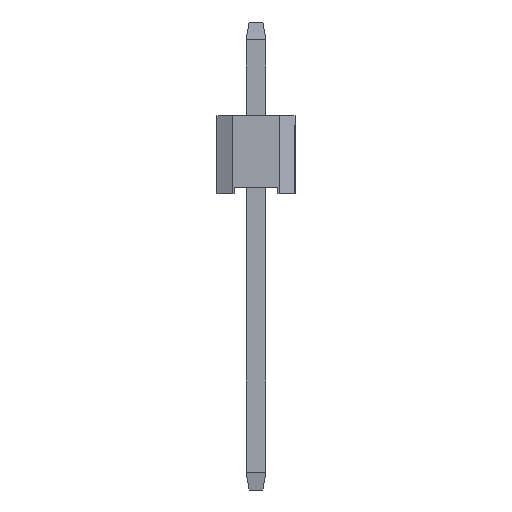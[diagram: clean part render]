
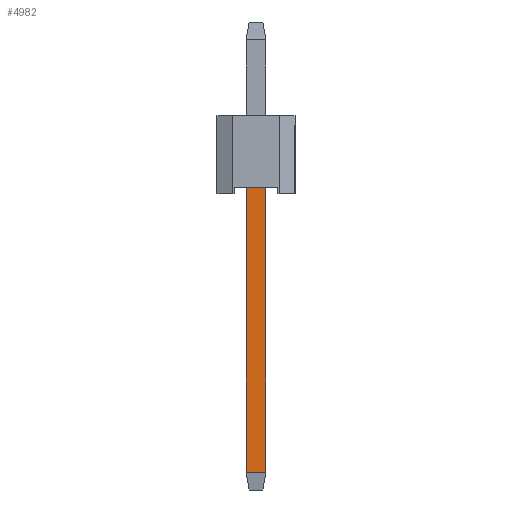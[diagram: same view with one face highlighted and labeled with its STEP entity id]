
A CAD part, left-side view. The second image highlights one B-rep face of the part: STEP entity #4982.
In plain terms, the highlighted planar face has unit normal (-1, 0, 0).
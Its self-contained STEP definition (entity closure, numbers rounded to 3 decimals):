
#248 = EDGE_CURVE ( 'NONE', #4268, #1032, #3459, .T. ) ;
#1032 = VERTEX_POINT ( 'NONE', #2681 ) ;
#1366 = CARTESIAN_POINT ( 'NONE',  ( -49.85, -0.32, -8.933 ) ) ;
#1508 = VECTOR ( 'NONE', #7179, 1000. ) ;
#1582 = VECTOR ( 'NONE', #6867, 1000. ) ;
#1773 = CARTESIAN_POINT ( 'NONE',  ( -49.85, -0.32, -8.933 ) ) ;
#2086 = VERTEX_POINT ( 'NONE', #8742 ) ;
#2144 = CARTESIAN_POINT ( 'NONE',  ( -49.85, 0.32, -8.933 ) ) ;
#2262 = CARTESIAN_POINT ( 'NONE',  ( -49.85, 0., 0. ) ) ;
#2681 = CARTESIAN_POINT ( 'NONE',  ( -49.85, -0.32, 0.2 ) ) ;
#2715 = EDGE_CURVE ( 'NONE', #2086, #1032, #5308, .T. ) ;
#2875 = LINE ( 'NONE', #6356, #1508 ) ;
#3159 = DIRECTION ( 'NONE',  ( 0., 0., 1. ) ) ;
#3324 = PLANE ( 'NONE',  #8093 ) ;
#3459 = LINE ( 'NONE', #3665, #1582 ) ;
#3665 = CARTESIAN_POINT ( 'NONE',  ( -49.85, -0.32, -9.5 ) ) ;
#3811 = EDGE_LOOP ( 'NONE', ( #6222, #4225, #4428, #6030 ) ) ;
#3990 = LINE ( 'NONE', #1366, #9670 ) ;
#4225 = ORIENTED_EDGE ( 'NONE', *, *, #9894, .T. ) ;
#4268 = VERTEX_POINT ( 'NONE', #1773 ) ;
#4428 = ORIENTED_EDGE ( 'NONE', *, *, #7683, .T. ) ;
#4982 = ADVANCED_FACE ( 'NONE', ( #6513 ), #3324, .T. ) ;
#5308 = LINE ( 'NONE', #7700, #10338 ) ;
#6030 = ORIENTED_EDGE ( 'NONE', *, *, #248, .T. ) ;
#6222 = ORIENTED_EDGE ( 'NONE', *, *, #2715, .F. ) ;
#6356 = CARTESIAN_POINT ( 'NONE',  ( -49.85, 0.32, -9.5 ) ) ;
#6513 = FACE_OUTER_BOUND ( 'NONE', #3811, .T. ) ;
#6569 = VERTEX_POINT ( 'NONE', #2144 ) ;
#6619 = DIRECTION ( 'NONE',  ( 0., -1., 0. ) ) ;
#6734 = DIRECTION ( 'NONE',  ( -1., 0., 0. ) ) ;
#6867 = DIRECTION ( 'NONE',  ( 0., 0., 1. ) ) ;
#7179 = DIRECTION ( 'NONE',  ( 0., 0., -1. ) ) ;
#7683 = EDGE_CURVE ( 'NONE', #6569, #4268, #3990, .T. ) ;
#7700 = CARTESIAN_POINT ( 'NONE',  ( -49.85, -0.32, 0.2 ) ) ;
#8093 = AXIS2_PLACEMENT_3D ( 'NONE', #2262, #6734, #3159 ) ;
#8742 = CARTESIAN_POINT ( 'NONE',  ( -49.85, 0.32, 0.2 ) ) ;
#8872 = DIRECTION ( 'NONE',  ( 0., -1., 0. ) ) ;
#9670 = VECTOR ( 'NONE', #6619, 1000. ) ;
#9894 = EDGE_CURVE ( 'NONE', #2086, #6569, #2875, .T. ) ;
#10338 = VECTOR ( 'NONE', #8872, 1000. ) ;
